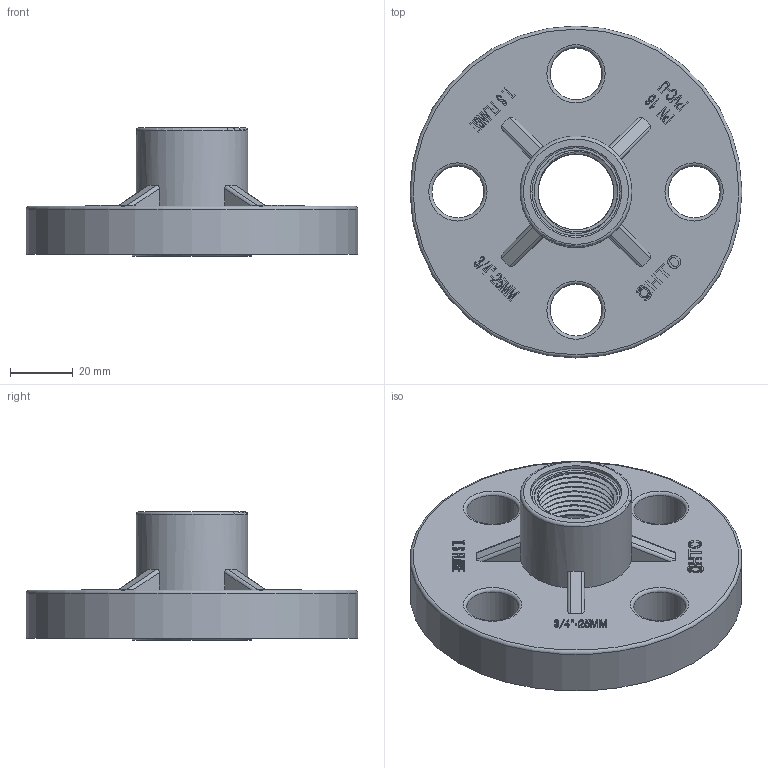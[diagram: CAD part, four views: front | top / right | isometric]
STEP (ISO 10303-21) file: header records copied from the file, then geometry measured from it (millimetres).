
FILE_DESCRIPTION(/* description */ (''),/* implementation_level */ '2;1');
FILE_NAME(/* name */ '25固定法兰新.stp',/* time_stamp */ '2025-03-13T08:14:48+08:00',/* author */ (''),/* organization */ (''),/* preprocessor_version */ 'ST-DEVELOPER v16',/* originating_system */ 'SIEMENS PLM Software NX 10.0',/* authorisation */ '');
FILE_SCHEMA (('AUTOMOTIVE_DESIGN { 1 0 10303 214 3 1 1 1 }'));
Length unit declared in the file: millimetre
Products named in the file (1): gelv1160A6EC1cdb
Bounding box: 105.4 x 105.4 x 40.8 mm (x, y, z)
Volume: 93628.6 mm3; surface area: 36519.9 mm2
Topology: 1 solids, 1 shells, 576 faces, 1526 edges, 999 vertices
Faces by surface type: plane 298, extrusion 122, cylinder 89, torus 51, bspline 10, cone 6
Full cylindrical faces by diameter (mm): 2.486 x1, 3.315 x1, 16.5 x4, 24 x1, 26.441 x9, 29 x1, 35.4 x1, 105.4 x1
Entity records: 21131 total; most frequent: CARTESIAN_POINT 7959, ORIENTED_EDGE 2924, DIRECTION 2238, EDGE_CURVE 1462, VERTEX_POINT 968, VECTOR 838, LINE 716, AXIS2_PLACEMENT_3D 700
